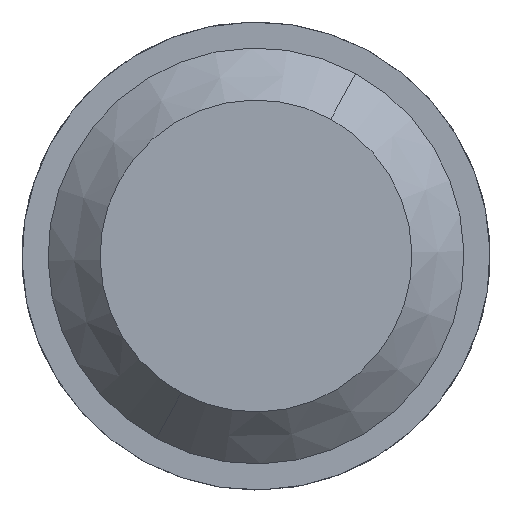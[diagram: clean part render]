
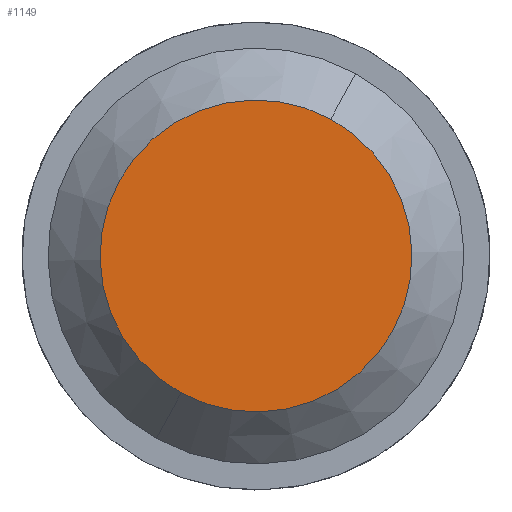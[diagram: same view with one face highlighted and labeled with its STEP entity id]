
A CAD part, front view. The second image highlights one B-rep face of the part: STEP entity #1149.
In plain terms, the highlighted planar face has unit normal (0, -1, 0).
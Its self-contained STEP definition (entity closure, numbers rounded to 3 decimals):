
#1126=CARTESIAN_POINT('Axis2P3D Location',(0.,-15.,0.)) ;
#1131=CARTESIAN_POINT('Axis2P3D Location',(0.,-15.,0.)) ;
#1135=CARTESIAN_POINT('Vertex',(2.877,-15.,5.265)) ;
#1137=CARTESIAN_POINT('Vertex',(-2.877,-15.,-5.265)) ;
#1140=CARTESIAN_POINT('Axis2P3D Location',(0.,-15.,0.)) ;
#1127=DIRECTION('Axis2P3D Direction',(-0.,1.,0.)) ;
#1128=DIRECTION('Axis2P3D XDirection',(1.,0.,0.)) ;
#1132=DIRECTION('Axis2P3D Direction',(-0.,1.,0.)) ;
#1141=DIRECTION('Axis2P3D Direction',(-0.,1.,0.)) ;
#1129=AXIS2_PLACEMENT_3D('Plane Axis2P3D',#1126,#1127,#1128) ;
#1133=AXIS2_PLACEMENT_3D('Circle Axis2P3D',#1131,#1132,$) ;
#1142=AXIS2_PLACEMENT_3D('Circle Axis2P3D',#1140,#1141,$) ;
#1146=ORIENTED_EDGE('',*,*,#1139,.F.) ;
#1147=ORIENTED_EDGE('',*,*,#1144,.F.) ;
#1149=ADVANCED_FACE('Corps principal',(#1148),#1130,.F.) ;
#1134=CIRCLE('generated circle',#1133,6.) ;
#1143=CIRCLE('generated circle',#1142,6.) ;
#1139=EDGE_CURVE('',#1136,#1138,#1134,.T.) ;
#1144=EDGE_CURVE('',#1138,#1136,#1143,.T.) ;
#1145=EDGE_LOOP('',(#1146,#1147)) ;
#1148=FACE_OUTER_BOUND('',#1145,.T.) ;
#1130=PLANE('Plane',#1129) ;
#1136=VERTEX_POINT('',#1135) ;
#1138=VERTEX_POINT('',#1137) ;
